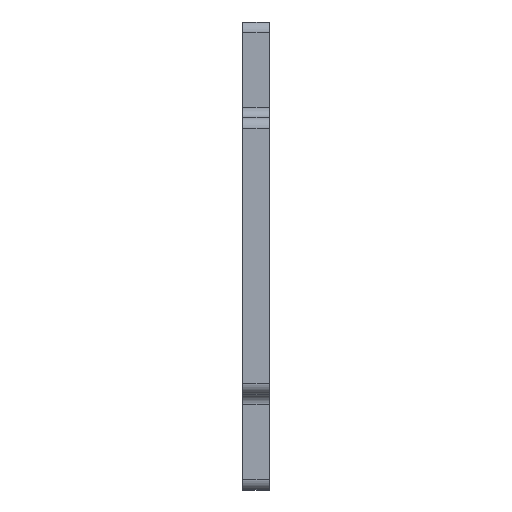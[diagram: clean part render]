
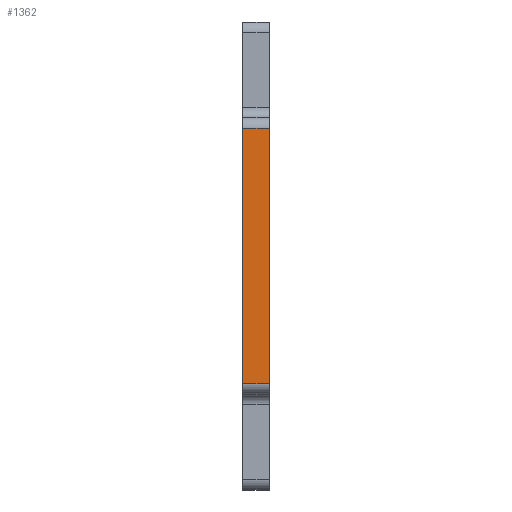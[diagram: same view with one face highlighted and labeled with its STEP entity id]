
A CAD part, left-side view. The second image highlights one B-rep face of the part: STEP entity #1362.
In plain terms, the highlighted planar face has unit normal (-1, 0, 0).
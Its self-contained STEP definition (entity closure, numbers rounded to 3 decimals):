
#18 = DIRECTION ( 'NONE',  ( 1., 0., 0. ) ) ;
#34 = FACE_OUTER_BOUND ( 'NONE', #1402, .T. ) ;
#72 = CARTESIAN_POINT ( 'NONE',  ( -4., 2.5, 34. ) ) ;
#116 = CARTESIAN_POINT ( 'NONE',  ( -4., 0., 34. ) ) ;
#124 = DIRECTION ( 'NONE',  ( 0., 0., 1. ) ) ;
#141 = VECTOR ( 'NONE', #766, 1000. ) ;
#147 = EDGE_CURVE ( 'NONE', #877, #1176, #1257, .T. ) ;
#273 = EDGE_CURVE ( 'NONE', #1674, #1037, #1718, .T. ) ;
#290 = DIRECTION ( 'NONE',  ( 0., 0., -1. ) ) ;
#399 = VECTOR ( 'NONE', #1388, 1000. ) ;
#403 = ORIENTED_EDGE ( 'NONE', *, *, #1552, .F. ) ;
#472 = DIRECTION ( 'NONE',  ( 0., 0., 1. ) ) ;
#638 = LINE ( 'NONE', #1751, #1160 ) ;
#641 = CARTESIAN_POINT ( 'NONE',  ( -4., 2.5, 34. ) ) ;
#723 = PLANE ( 'NONE',  #1383 ) ;
#766 = DIRECTION ( 'NONE',  ( 0., 1., 0. ) ) ;
#877 = VERTEX_POINT ( 'NONE', #1355 ) ;
#977 = CARTESIAN_POINT ( 'NONE',  ( -4., 2.5, 10. ) ) ;
#1037 = VERTEX_POINT ( 'NONE', #641 ) ;
#1114 = ORIENTED_EDGE ( 'NONE', *, *, #1740, .T. ) ;
#1148 = CARTESIAN_POINT ( 'NONE',  ( -4., 2.5, 9. ) ) ;
#1158 = ORIENTED_EDGE ( 'NONE', *, *, #147, .T. ) ;
#1160 = VECTOR ( 'NONE', #472, 1000. ) ;
#1176 = VERTEX_POINT ( 'NONE', #1594 ) ;
#1190 = VECTOR ( 'NONE', #124, 1000. ) ;
#1257 = LINE ( 'NONE', #977, #399 ) ;
#1355 = CARTESIAN_POINT ( 'NONE',  ( -4., 2.5, 10. ) ) ;
#1362 = ADVANCED_FACE ( 'NONE', ( #34 ), #723, .F. ) ;
#1377 = CARTESIAN_POINT ( 'NONE',  ( -4., 0., 9. ) ) ;
#1383 = AXIS2_PLACEMENT_3D ( 'NONE', #1148, #18, #290 ) ;
#1388 = DIRECTION ( 'NONE',  ( 0., -1., 0. ) ) ;
#1402 = EDGE_LOOP ( 'NONE', ( #1114, #1428, #403, #1158 ) ) ;
#1428 = ORIENTED_EDGE ( 'NONE', *, *, #273, .T. ) ;
#1552 = EDGE_CURVE ( 'NONE', #877, #1037, #638, .T. ) ;
#1594 = CARTESIAN_POINT ( 'NONE',  ( -4., 0., 10. ) ) ;
#1661 = LINE ( 'NONE', #1377, #1190 ) ;
#1674 = VERTEX_POINT ( 'NONE', #116 ) ;
#1718 = LINE ( 'NONE', #72, #141 ) ;
#1740 = EDGE_CURVE ( 'NONE', #1176, #1674, #1661, .T. ) ;
#1751 = CARTESIAN_POINT ( 'NONE',  ( -4., 2.5, 9. ) ) ;
